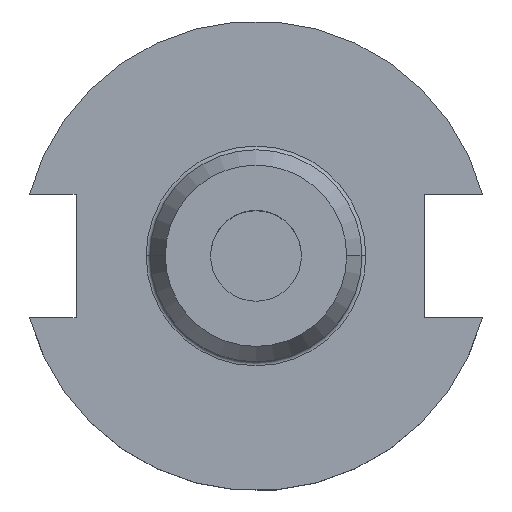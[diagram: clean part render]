
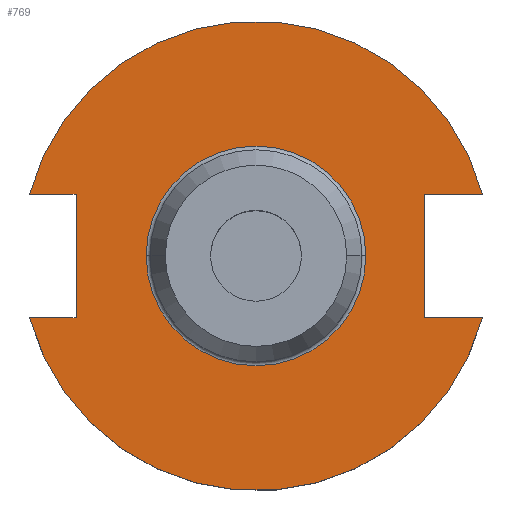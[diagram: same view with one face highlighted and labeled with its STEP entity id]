
A CAD part, top view. The second image highlights one B-rep face of the part: STEP entity #769.
In plain terms, the highlighted planar face has unit normal (0, 0, 1).
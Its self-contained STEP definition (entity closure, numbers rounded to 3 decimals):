
#8 = CARTESIAN_POINT ( 'NONE',  ( -47.477, -12.954, 19.05 ) ) ;
#22 = EDGE_CURVE ( 'NONE', #540, #812, #862, .T. ) ;
#27 = DIRECTION ( 'NONE',  ( 1., 0., 0. ) ) ;
#30 = DIRECTION ( 'NONE',  ( 0., 0., -1. ) ) ;
#32 = CARTESIAN_POINT ( 'NONE',  ( 0., 0., 19.05 ) ) ;
#77 = PLANE ( 'NONE',  #1522 ) ;
#106 = DIRECTION ( 'NONE',  ( 0., -1., 0. ) ) ;
#117 = CARTESIAN_POINT ( 'NONE',  ( 35.306, 12.954, 19.05 ) ) ;
#119 = EDGE_CURVE ( 'NONE', #540, #574, #174, .T. ) ;
#151 = DIRECTION ( 'NONE',  ( -1., 0., 0. ) ) ;
#174 = LINE ( 'NONE', #1581, #1109 ) ;
#180 = VERTEX_POINT ( 'NONE', #1533 ) ;
#188 = ORIENTED_EDGE ( 'NONE', *, *, #1534, .F. ) ;
#201 = ORIENTED_EDGE ( 'NONE', *, *, #586, .T. ) ;
#203 = DIRECTION ( 'NONE',  ( 1., 0., 0. ) ) ;
#210 = DIRECTION ( 'NONE',  ( 0., 0., -1. ) ) ;
#218 = CARTESIAN_POINT ( 'NONE',  ( 0., 0., 19.05 ) ) ;
#220 = VECTOR ( 'NONE', #106, 1000. ) ;
#228 = CARTESIAN_POINT ( 'NONE',  ( 35.306, 12.954, 19.05 ) ) ;
#257 = CIRCLE ( 'NONE', #307, 23.025 ) ;
#268 = VECTOR ( 'NONE', #1594, 1000. ) ;
#292 = VECTOR ( 'NONE', #151, 1000. ) ;
#307 = AXIS2_PLACEMENT_3D ( 'NONE', #32, #30, #27 ) ;
#347 = EDGE_CURVE ( 'NONE', #1525, #1104, #1301, .T. ) ;
#350 = CARTESIAN_POINT ( 'NONE',  ( -37.719, 12.954, 19.05 ) ) ;
#362 = DIRECTION ( 'NONE',  ( 0., 1., 0. ) ) ;
#374 = LINE ( 'NONE', #454, #1397 ) ;
#379 = ORIENTED_EDGE ( 'NONE', *, *, #119, .F. ) ;
#381 = ORIENTED_EDGE ( 'NONE', *, *, #347, .F. ) ;
#383 = AXIS2_PLACEMENT_3D ( 'NONE', #1332, #1322, #1312 ) ;
#384 = DIRECTION ( 'NONE',  ( 1., 0., 0. ) ) ;
#387 = DIRECTION ( 'NONE',  ( 1., 0., 0. ) ) ;
#395 = CARTESIAN_POINT ( 'NONE',  ( 0., 0., 19.05 ) ) ;
#399 = ORIENTED_EDGE ( 'NONE', *, *, #909, .F. ) ;
#402 = FACE_BOUND ( 'NONE', #1390, .T. ) ;
#430 = DIRECTION ( 'NONE',  ( 0., 0., 1. ) ) ;
#436 = VERTEX_POINT ( 'NONE', #928 ) ;
#454 = CARTESIAN_POINT ( 'NONE',  ( 35.306, -12.954, 19.05 ) ) ;
#487 = CARTESIAN_POINT ( 'NONE',  ( 0., 49.212, 19.05 ) ) ;
#491 = LINE ( 'NONE', #350, #1476 ) ;
#498 = CIRCLE ( 'NONE', #383, 49.212 ) ;
#540 = VERTEX_POINT ( 'NONE', #8 ) ;
#574 = VERTEX_POINT ( 'NONE', #1269 ) ;
#586 = EDGE_CURVE ( 'NONE', #1160, #1104, #498, .T. ) ;
#588 = LINE ( 'NONE', #228, #268 ) ;
#619 = CARTESIAN_POINT ( 'NONE',  ( -47.477, 12.954, 19.05 ) ) ;
#638 = ORIENTED_EDGE ( 'NONE', *, *, #880, .T. ) ;
#677 = CARTESIAN_POINT ( 'NONE',  ( 23.025, 0., 19.05 ) ) ;
#761 = AXIS2_PLACEMENT_3D ( 'NONE', #395, #430, #387 ) ;
#769 = ADVANCED_FACE ( 'NONE', ( #402, #777 ), #77, .T. ) ;
#777 = FACE_OUTER_BOUND ( 'NONE', #1425, .T. ) ;
#781 = CARTESIAN_POINT ( 'NONE',  ( -23.025, 0., 19.05 ) ) ;
#789 = CIRCLE ( 'NONE', #1493, 23.025 ) ;
#812 = VERTEX_POINT ( 'NONE', #1521 ) ;
#862 = CIRCLE ( 'NONE', #761, 49.212 ) ;
#880 = EDGE_CURVE ( 'NONE', #1591, #1592, #257, .T. ) ;
#882 = DIRECTION ( 'NONE',  ( 1., 0., 0. ) ) ;
#909 = EDGE_CURVE ( 'NONE', #436, #180, #1211, .T. ) ;
#916 = ORIENTED_EDGE ( 'NONE', *, *, #22, .T. ) ;
#928 = CARTESIAN_POINT ( 'NONE',  ( 35.306, 12.954, 19.05 ) ) ;
#992 = ORIENTED_EDGE ( 'NONE', *, *, #1405, .F. ) ;
#1045 = CARTESIAN_POINT ( 'NONE',  ( -37.719, 12.954, 19.05 ) ) ;
#1061 = DIRECTION ( 'NONE',  ( 0., 0., 1. ) ) ;
#1104 = VERTEX_POINT ( 'NONE', #619 ) ;
#1109 = VECTOR ( 'NONE', #882, 1000. ) ;
#1119 = EDGE_CURVE ( 'NONE', #574, #1525, #491, .T. ) ;
#1130 = EDGE_CURVE ( 'NONE', #1592, #1591, #789, .T. ) ;
#1160 = VERTEX_POINT ( 'NONE', #1480 ) ;
#1211 = LINE ( 'NONE', #117, #220 ) ;
#1269 = CARTESIAN_POINT ( 'NONE',  ( -37.719, -12.954, 19.05 ) ) ;
#1301 = LINE ( 'NONE', #1584, #292 ) ;
#1312 = DIRECTION ( 'NONE',  ( 1., 0., 0. ) ) ;
#1322 = DIRECTION ( 'NONE',  ( 0., 0., 1. ) ) ;
#1332 = CARTESIAN_POINT ( 'NONE',  ( 0., 0., 19.05 ) ) ;
#1356 = DIRECTION ( 'NONE',  ( 1., 0., 0. ) ) ;
#1390 = EDGE_LOOP ( 'NONE', ( #1435, #638 ) ) ;
#1397 = VECTOR ( 'NONE', #1356, 1000. ) ;
#1405 = EDGE_CURVE ( 'NONE', #180, #812, #374, .T. ) ;
#1425 = EDGE_LOOP ( 'NONE', ( #916, #992, #399, #188, #201, #381, #1427, #379 ) ) ;
#1427 = ORIENTED_EDGE ( 'NONE', *, *, #1119, .F. ) ;
#1435 = ORIENTED_EDGE ( 'NONE', *, *, #1130, .T. ) ;
#1476 = VECTOR ( 'NONE', #362, 1000. ) ;
#1480 = CARTESIAN_POINT ( 'NONE',  ( 47.477, 12.954, 19.05 ) ) ;
#1493 = AXIS2_PLACEMENT_3D ( 'NONE', #218, #210, #203 ) ;
#1521 = CARTESIAN_POINT ( 'NONE',  ( 47.477, -12.954, 19.05 ) ) ;
#1522 = AXIS2_PLACEMENT_3D ( 'NONE', #487, #1061, #384 ) ;
#1525 = VERTEX_POINT ( 'NONE', #1045 ) ;
#1533 = CARTESIAN_POINT ( 'NONE',  ( 35.306, -12.954, 19.05 ) ) ;
#1534 = EDGE_CURVE ( 'NONE', #1160, #436, #588, .T. ) ;
#1581 = CARTESIAN_POINT ( 'NONE',  ( -63.719, -12.954, 19.05 ) ) ;
#1584 = CARTESIAN_POINT ( 'NONE',  ( -63.719, 12.954, 19.05 ) ) ;
#1591 = VERTEX_POINT ( 'NONE', #781 ) ;
#1592 = VERTEX_POINT ( 'NONE', #677 ) ;
#1594 = DIRECTION ( 'NONE',  ( -1., 0., 0. ) ) ;
